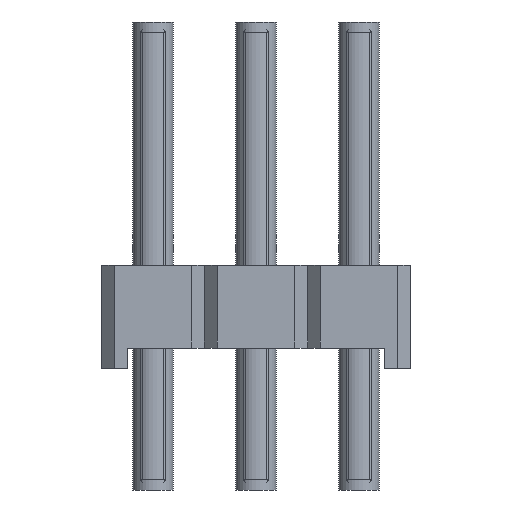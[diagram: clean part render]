
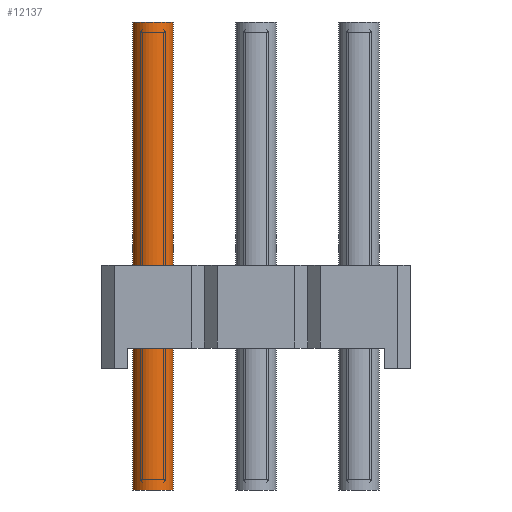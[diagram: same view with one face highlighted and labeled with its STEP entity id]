
A CAD part, left-side view. The second image highlights one B-rep face of the part: STEP entity #12137.
In plain terms, the highlighted cylindrical face has radius 0.5 mm (diameter 1 mm), a full revolution.
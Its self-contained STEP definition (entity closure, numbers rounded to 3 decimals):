
#251=CIRCLE('',#12798,0.5);
#252=CIRCLE('',#12799,0.5);
#720=CYLINDRICAL_SURFACE('',#12797,0.5);
#1061=ORIENTED_EDGE('',*,*,#4639,.F.);
#1062=ORIENTED_EDGE('',*,*,#4640,.T.);
#4639=EDGE_CURVE('',#6437,#6437,#251,.T.);
#4640=EDGE_CURVE('',#6438,#6438,#252,.T.);
#6437=VERTEX_POINT('',#17629);
#6438=VERTEX_POINT('',#17631);
#10313=EDGE_LOOP('',(#1061));
#10314=EDGE_LOOP('',(#1062));
#11037=FACE_BOUND('',#10313,.T.);
#11038=FACE_BOUND('',#10314,.T.);
#12137=ADVANCED_FACE('',(#11037,#11038),#720,.F.);
#12797=AXIS2_PLACEMENT_3D('',#17627,#14006,#14007);
#12798=AXIS2_PLACEMENT_3D('',#17628,#14008,#14009);
#12799=AXIS2_PLACEMENT_3D('',#17630,#14010,#14011);
#14006=DIRECTION('',(0.,0.,1.));
#14007=DIRECTION('',(1.,0.,0.));
#14008=DIRECTION('',(0.,0.,-1.));
#14009=DIRECTION('',(1.,0.,0.));
#14010=DIRECTION('',(0.,0.,-1.));
#14011=DIRECTION('',(1.,0.,0.));
#17627=CARTESIAN_POINT('',(0.,0.,0.));
#17628=CARTESIAN_POINT('',(0.,0.,11.54));
#17629=CARTESIAN_POINT('',(0.5,0.,11.54));
#17630=CARTESIAN_POINT('',(0.,0.,0.));
#17631=CARTESIAN_POINT('',(0.5,0.,0.));
